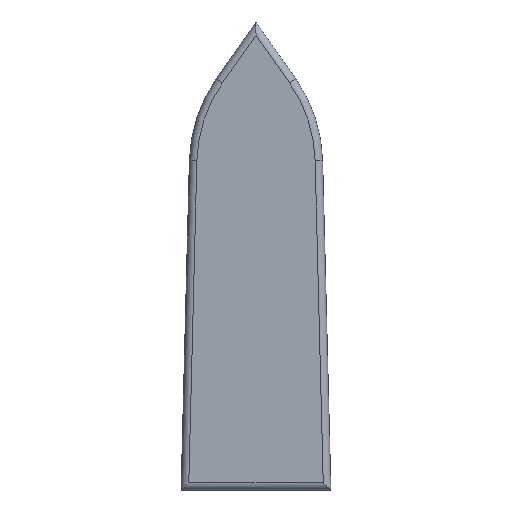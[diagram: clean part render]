
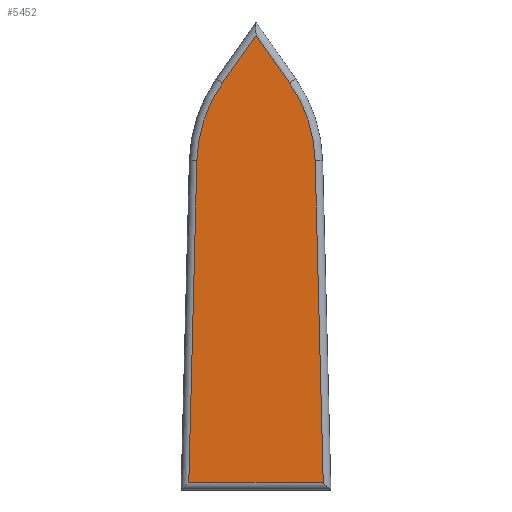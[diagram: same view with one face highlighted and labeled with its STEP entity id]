
A CAD part, top view. The second image highlights one B-rep face of the part: STEP entity #5452.
In plain terms, the highlighted planar face has unit normal (0, 0, 1).
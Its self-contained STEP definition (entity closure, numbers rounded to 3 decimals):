
#72 = EDGE_CURVE ( 'NONE', #3415, #3857, #3132, .T. ) ;
#131 = DIRECTION ( 'NONE',  ( -0.573, -0.819, 0. ) ) ;
#155 = EDGE_CURVE ( 'NONE', #3251, #1098, #1374, .T. ) ;
#161 = EDGE_CURVE ( 'NONE', #1713, #3251, #189, .T. ) ;
#184 = AXIS2_PLACEMENT_3D ( 'NONE', #2247, #3866, #5201 ) ;
#189 = LINE ( 'NONE', #961, #4909 ) ;
#276 = VECTOR ( 'NONE', #3491, 1000. ) ;
#343 = ORIENTED_EDGE ( 'NONE', *, *, #4009, .T. ) ;
#428 = CARTESIAN_POINT ( 'NONE',  ( -15.802, 87.892, 4. ) ) ;
#569 = VERTEX_POINT ( 'NONE', #428 ) ;
#634 = CARTESIAN_POINT ( 'NONE',  ( 22.186, 86.943, 4. ) ) ;
#961 = CARTESIAN_POINT ( 'NONE',  ( 57.086, 39.96, 4. ) ) ;
#971 = EDGE_CURVE ( 'NONE', #569, #3415, #2882, .T. ) ;
#1032 = ORIENTED_EDGE ( 'NONE', *, *, #2039, .T. ) ;
#1086 = CARTESIAN_POINT ( 'NONE',  ( 8.945, 108.734, 4. ) ) ;
#1098 = VERTEX_POINT ( 'NONE', #5427 ) ;
#1133 = DIRECTION ( 'NONE',  ( -1., 0., 0. ) ) ;
#1276 = EDGE_CURVE ( 'NONE', #3770, #1713, #4815, .T. ) ;
#1374 = LINE ( 'NONE', #2244, #1808 ) ;
#1640 = CARTESIAN_POINT ( 'NONE',  ( -17.988, 0.45, 4. ) ) ;
#1713 = VERTEX_POINT ( 'NONE', #1086 ) ;
#1752 = ORIENTED_EDGE ( 'NONE', *, *, #971, .T. ) ;
#1800 = AXIS2_PLACEMENT_3D ( 'NONE', #4163, #4620, #1133 ) ;
#1808 = VECTOR ( 'NONE', #131, 1000. ) ;
#1914 = LINE ( 'NONE', #3572, #276 ) ;
#2004 = CARTESIAN_POINT ( 'NONE',  ( 15.802, 87.892, 4. ) ) ;
#2039 = EDGE_CURVE ( 'NONE', #1098, #569, #5275, .T. ) ;
#2182 = CARTESIAN_POINT ( 'NONE',  ( 0., 121.512, 4. ) ) ;
#2237 = ORIENTED_EDGE ( 'NONE', *, *, #72, .T. ) ;
#2244 = CARTESIAN_POINT ( 'NONE',  ( -57.086, 39.96, 4. ) ) ;
#2247 = CARTESIAN_POINT ( 'NONE',  ( 0., 0., 4. ) ) ;
#2253 = VECTOR ( 'NONE', #3322, 1000. ) ;
#2274 = FACE_OUTER_BOUND ( 'NONE', #2333, .T. ) ;
#2300 = PLANE ( 'NONE',  #184 ) ;
#2333 = EDGE_LOOP ( 'NONE', ( #5455, #4110, #2899, #1032, #1752, #2237, #343 ) ) ;
#2882 = LINE ( 'NONE', #1640, #2253 ) ;
#2899 = ORIENTED_EDGE ( 'NONE', *, *, #155, .T. ) ;
#3132 = LINE ( 'NONE', #3520, #3486 ) ;
#3251 = VERTEX_POINT ( 'NONE', #2182 ) ;
#3322 = DIRECTION ( 'NONE',  ( -0.025, -1., 0. ) ) ;
#3415 = VERTEX_POINT ( 'NONE', #3560 ) ;
#3486 = VECTOR ( 'NONE', #4012, 1000. ) ;
#3491 = DIRECTION ( 'NONE',  ( -0.025, 1., 0. ) ) ;
#3520 = CARTESIAN_POINT ( 'NONE',  ( 0., 2., 4. ) ) ;
#3560 = CARTESIAN_POINT ( 'NONE',  ( -17.949, 2., 4. ) ) ;
#3572 = CARTESIAN_POINT ( 'NONE',  ( 17.988, 0.45, 4. ) ) ;
#3770 = VERTEX_POINT ( 'NONE', #2004 ) ;
#3857 = VERTEX_POINT ( 'NONE', #3874 ) ;
#3866 = DIRECTION ( 'NONE',  ( 0., 0., -1. ) ) ;
#3874 = CARTESIAN_POINT ( 'NONE',  ( 17.949, 2., 4. ) ) ;
#4001 = DIRECTION ( 'NONE',  ( 0., 0., 1. ) ) ;
#4009 = EDGE_CURVE ( 'NONE', #3857, #3770, #1914, .T. ) ;
#4012 = DIRECTION ( 'NONE',  ( 1., 0., 0. ) ) ;
#4059 = DIRECTION ( 'NONE',  ( -1., 0., 0. ) ) ;
#4110 = ORIENTED_EDGE ( 'NONE', *, *, #161, .T. ) ;
#4163 = CARTESIAN_POINT ( 'NONE',  ( -22.186, 86.943, 4. ) ) ;
#4620 = DIRECTION ( 'NONE',  ( 0., 0., 1. ) ) ;
#4747 = AXIS2_PLACEMENT_3D ( 'NONE', #634, #4001, #4059 ) ;
#4815 = CIRCLE ( 'NONE', #1800, 38. ) ;
#4909 = VECTOR ( 'NONE', #5146, 1000. ) ;
#5146 = DIRECTION ( 'NONE',  ( -0.573, 0.819, 0. ) ) ;
#5201 = DIRECTION ( 'NONE',  ( -1., 0., 0. ) ) ;
#5275 = CIRCLE ( 'NONE', #4747, 38. ) ;
#5427 = CARTESIAN_POINT ( 'NONE',  ( -8.945, 108.734, 4. ) ) ;
#5452 = ADVANCED_FACE ( 'NONE', ( #2274 ), #2300, .F. ) ;
#5455 = ORIENTED_EDGE ( 'NONE', *, *, #1276, .T. ) ;
